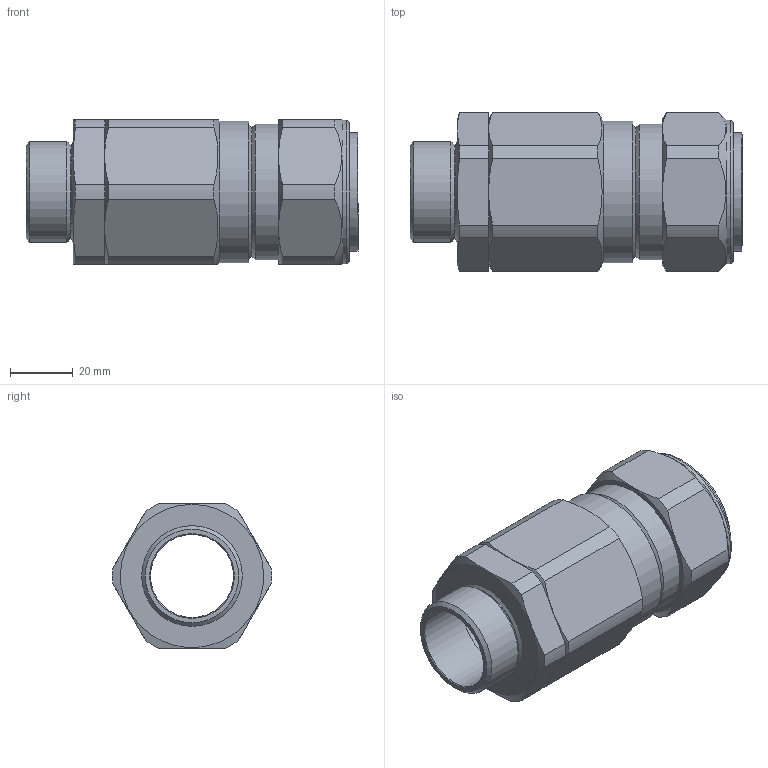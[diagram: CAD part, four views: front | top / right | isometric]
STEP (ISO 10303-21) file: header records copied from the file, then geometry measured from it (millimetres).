
FILE_DESCRIPTION (( 'STEP AP203' ), '1' );
FILE_NAME ('32T3CDS1RA.STEP', '2017-05-05T08:48:32', ( '' ), ( '' ), 'SwSTEP 2.0', 'SolidWorks 2017', '' );
FILE_SCHEMA (( 'CONFIG_CONTROL_DESIGN' ));
Length unit declared in the file: millimetre
Products named in the file (1): 32T3CDS1RA
Bounding box: 105.5 x 50.58 x 46 mm (x, y, z)
Surface area: 25434.8 mm2 (no closed solid volume)
Topology: 0 solids, 7 shells, 82 faces, 203 edges, 129 vertices
Faces by surface type: cylinder 28, plane 26, cone 26, torus 2
Full cylindrical faces by diameter (mm): 26.4 x1, 27.4 x1, 29.718 x1, 32 x1, 34.1 x1, 34.3 x1, 40.718 x1, 43 x1, 45 x1, 45.5 x1
Entity records: 2586 total; most frequent: CARTESIAN_POINT 729, DIRECTION 380, ORIENTED_EDGE 321, EDGE_CURVE 170, AXIS2_PLACEMENT_3D 169, VERTEX_POINT 122, EDGE_LOOP 116, FACE_OUTER_BOUND 94
